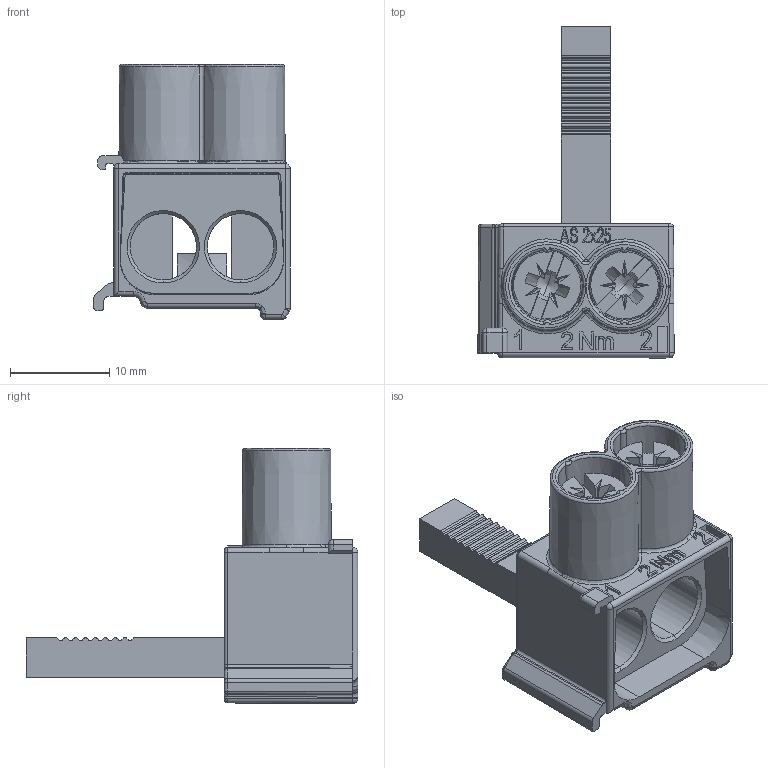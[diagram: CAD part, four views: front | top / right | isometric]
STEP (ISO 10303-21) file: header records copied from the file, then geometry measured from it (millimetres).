
FILE_DESCRIPTION((''),'2;1');
FILE_NAME('2010819_AS-2X25_SLK_18_ASM','2024-01-11T10:50:22',('sebastjan.kamensek'),('Audax d.o.o.'),'CREO PARAMETRIC BY PTC INC, 2023014','CREO PARAMETRIC BY PTC INC, 2023014','');
FILE_SCHEMA(('AP242_MANAGED_MODEL_BASED_3D_ENGINEERING_MIM_LF { 1 0 10303 442 1 1 4 }'));
Length unit declared in the file: millimetre
Products named in the file (5): 1500218_KLEMMKOERPER_AS3X16_SNK; 19001XX_ZYLINDERKOPF-KOMBISCHLI; 1300289_ISOLIERGEHAEUSE-AS3X16_; 2010819_AS-2X25_SLK_18_1_ASM; 2010819_AS-2X25_SLK_18_ASM
Assembly tree (5 placements, depth 3):
  2010819_AS-2X25_SLK_18_ASM
    2010819_AS-2X25_SLK_18_1_ASM
      1500218_KLEMMKOERPER_AS3X16_SNK
      19001XX_ZYLINDERKOPF-KOMBISCHLI  x2
      1300289_ISOLIERGEHAEUSE-AS3X16_
Bounding box: 19.8 x 33.5 x 25.74 mm (x, y, z)
Volume: 3378.5 mm3; surface area: 5147.1 mm2
Topology: 4 solids, 4 shells, 532 faces, 1407 edges, 873 vertices
Faces by surface type: plane 229, cylinder 106, extrusion 68, cone 59, bspline 39, torus 19, sphere 12
Entity records: 23204 total; most frequent: CARTESIAN_POINT 7778, ORIENTED_EDGE 2490, DIRECTION 2008, PRESENTATION_STYLE_ASSIGNMENT 1248, STYLED_ITEM 1248, CURVE_STYLE 1245, EDGE_CURVE 1245, VERTEX_POINT 786
